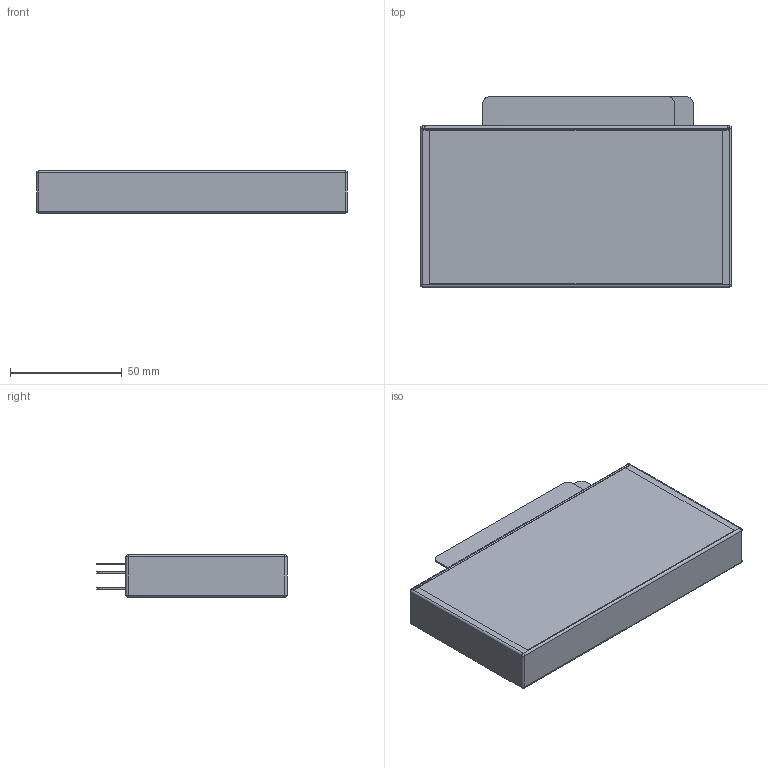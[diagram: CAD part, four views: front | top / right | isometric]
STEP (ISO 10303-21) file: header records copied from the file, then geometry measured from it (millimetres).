
FILE_DESCRIPTION(/* description */ (''),/* implementation_level */ '2;1');
FILE_NAME(/* name */ 'cardholder.step',/* time_stamp */ '2025-04-02T11:45:31+03:00',/* author */ (''),/* organization */ (''),/* preprocessor_version */ 'ST-DEVELOPER v20',/* originating_system */ 'Autodesk Translation Framework v13.20.0.188',/* authorisation */ '');
FILE_SCHEMA (('AUTOMOTIVE_DESIGN { 1 0 10303 214 3 1 1 }'));
Length unit declared in the file: millimetre
Products named in the file (13): cardholder; karetka2; Component3; Component4; Untitled; karetkaFront2; Component3_1; Component4_1; verh; karetkaFront; Component3_2; Component4_2; card
Assembly tree (14 placements, depth 3):
  cardholder
    karetka2
      Component3
      Component4
    Untitled
    karetkaFront2
      Component3_1
      Component4_1
    card  x3
    verh
    karetkaFront
      Component3_2
      Component4_2
Bounding box: 138.8 x 84.98 x 19 mm (x, y, z)
Volume: 91264.5 mm3; surface area: 132262.5 mm2
Topology: 24 solids, 24 shells, 623 faces, 1690 edges, 1114 vertices
Faces by surface type: plane 575, cylinder 40, sphere 8
Entity records: 19055 total; most frequent: CARTESIAN_POINT 3354, ORIENTED_EDGE 3284, DIRECTION 2966, EDGE_CURVE 1642, LINE 1578, VECTOR 1578, VERTEX_POINT 1082, AXIS2_PLACEMENT_3D 694
